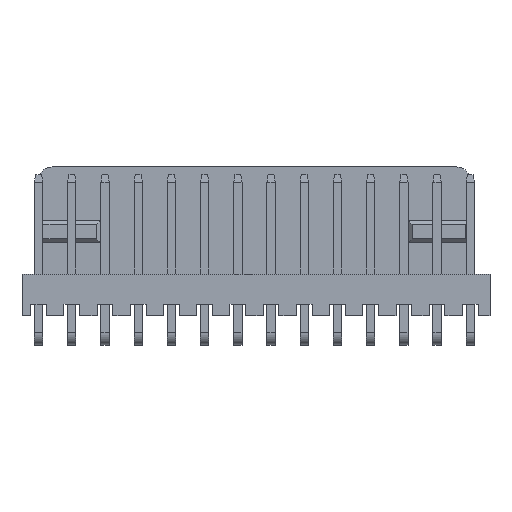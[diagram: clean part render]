
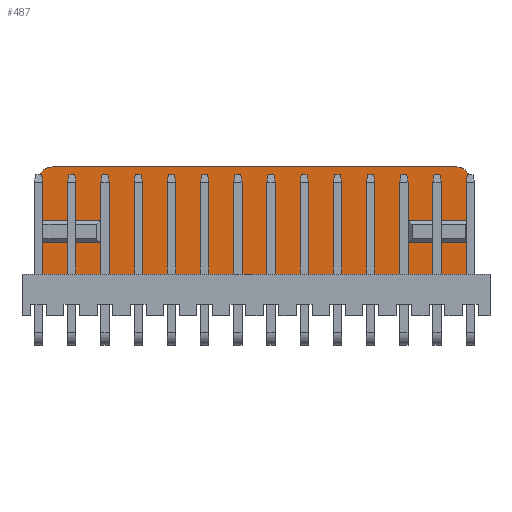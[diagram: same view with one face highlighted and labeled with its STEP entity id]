
A CAD part, top view. The second image highlights one B-rep face of the part: STEP entity #487.
In plain terms, the highlighted planar face has unit normal (0, 0, 1).
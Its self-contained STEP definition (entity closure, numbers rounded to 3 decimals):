
#201 = EDGE_LOOP ( 'NONE', ( #11981, #11982, #11983, #11984, #11985, #11986, #11987, #11988, #11989, #11990, #11991, #11992, #11993, #11994 ) ) ;
#420 = AXIS2_PLACEMENT_3D ( 'NONE', #10432, #10441, #10442 ) ;
#487 = ADVANCED_FACE ( 'NONE', ( #9596 ), #10439, .F. ) ;
#986 = AXIS2_PLACEMENT_3D ( 'NONE', #1415, #1416, #1417 ) ;
#1383 = CARTESIAN_POINT ( 'NONE',  ( 23.422, 3.823, 0.86 ) ) ;
#1400 = CARTESIAN_POINT ( 'NONE',  ( -24.778, -0.977, 0.86 ) ) ;
#1403 = CARTESIAN_POINT ( 'NONE',  ( 18.712, 0.723, 0.86 ) ) ;
#1404 = DIRECTION ( 'NONE',  ( 0., 1., 0. ) ) ;
#1405 = CARTESIAN_POINT ( 'NONE',  ( -24.778, 0.723, 0.86 ) ) ;
#1406 = DIRECTION ( 'NONE',  ( 1., 0., 0. ) ) ;
#1407 = CARTESIAN_POINT ( 'NONE',  ( 23.422, 3.823, 0.86 ) ) ;
#1408 = DIRECTION ( 'NONE',  ( 0., -1., 0. ) ) ;
#1409 = DIRECTION ( 'NONE',  ( -1., 0., 0. ) ) ;
#1411 = DIRECTION ( 'NONE',  ( 0., 1., 0. ) ) ;
#1415 = CARTESIAN_POINT ( 'NONE',  ( 22.422, 3.823, 0.86 ) ) ;
#1416 = DIRECTION ( 'NONE',  ( 0., 0., -1. ) ) ;
#1417 = DIRECTION ( 'NONE',  ( 1., 0., 0. ) ) ;
#2585 = CARTESIAN_POINT ( 'NONE',  ( -9.538, 0.723, 0.86 ) ) ;
#2586 = CARTESIAN_POINT ( 'NONE',  ( -9.538, -0.977, 0.86 ) ) ;
#2627 = CARTESIAN_POINT ( 'NONE',  ( -4.828, 0.723, 0.86 ) ) ;
#2635 = CARTESIAN_POINT ( 'NONE',  ( 23.422, -3.377, 0.86 ) ) ;
#2676 = CARTESIAN_POINT ( 'NONE',  ( 23.422, 3.823, 0.86 ) ) ;
#2716 = CARTESIAN_POINT ( 'NONE',  ( -4.828, -0.977, 0.86 ) ) ;
#2740 = CARTESIAN_POINT ( 'NONE',  ( -9.538, -3.377, 0.86 ) ) ;
#2764 = CARTESIAN_POINT ( 'NONE',  ( -8.538, 4.823, 0.86 ) ) ;
#2766 = CARTESIAN_POINT ( 'NONE',  ( -9.538, 3.823, 0.86 ) ) ;
#3377 = LINE ( 'NONE', #4450, #3422 ) ;
#3409 = LINE ( 'NONE', #4487, #3412 ) ;
#3412 = VECTOR ( 'NONE', #4488, 1000. ) ;
#3422 = VECTOR ( 'NONE', #4498, 1000. ) ;
#3888 = LINE ( 'NONE', #5548, #3891 ) ;
#3891 = VECTOR ( 'NONE', #5549, 1000. ) ;
#3892 = LINE ( 'NONE', #5552, #3895 ) ;
#3895 = VECTOR ( 'NONE', #5554, 1000. ) ;
#3896 = LINE ( 'NONE', #5556, #3899 ) ;
#3899 = VECTOR ( 'NONE', #5557, 1000. ) ;
#4064 = CIRCLE ( 'NONE', #4959, 1. ) ;
#4082 = LINE ( 'NONE', #5746, #4085 ) ;
#4084 = LINE ( 'NONE', #5748, #4087 ) ;
#4085 = VECTOR ( 'NONE', #5747, 1000. ) ;
#4087 = VECTOR ( 'NONE', #5749, 1000. ) ;
#4450 = CARTESIAN_POINT ( 'NONE',  ( -10.858, -3.377, 0.86 ) ) ;
#4487 = CARTESIAN_POINT ( 'NONE',  ( -8.538, 4.823, 0.86 ) ) ;
#4488 = DIRECTION ( 'NONE',  ( -1., 0., 0. ) ) ;
#4498 = DIRECTION ( 'NONE',  ( 1., 0., 0. ) ) ;
#4959 = AXIS2_PLACEMENT_3D ( 'NONE', #5738, #5739, #5740 ) ;
#5548 = CARTESIAN_POINT ( 'NONE',  ( -9.538, -0.977, 0.86 ) ) ;
#5549 = DIRECTION ( 'NONE',  ( 1., 0., 0. ) ) ;
#5552 = CARTESIAN_POINT ( 'NONE',  ( -4.828, 0.723, 0.86 ) ) ;
#5554 = DIRECTION ( 'NONE',  ( 0., 1., 0. ) ) ;
#5556 = CARTESIAN_POINT ( 'NONE',  ( -9.538, 0.723, 0.86 ) ) ;
#5557 = DIRECTION ( 'NONE',  ( -1., 0., 0. ) ) ;
#5738 = CARTESIAN_POINT ( 'NONE',  ( -8.538, 3.823, 0.86 ) ) ;
#5739 = DIRECTION ( 'NONE',  ( 0., 0., -1. ) ) ;
#5740 = DIRECTION ( 'NONE',  ( 1., 0., 0. ) ) ;
#5746 = CARTESIAN_POINT ( 'NONE',  ( -9.538, -3.377, 0.86 ) ) ;
#5747 = DIRECTION ( 'NONE',  ( 0., -1., 0. ) ) ;
#5748 = CARTESIAN_POINT ( 'NONE',  ( -9.538, -3.377, 0.86 ) ) ;
#5749 = DIRECTION ( 'NONE',  ( 0., -1., 0. ) ) ;
#6181 = CARTESIAN_POINT ( 'NONE',  ( 22.422, 4.823, 0.86 ) ) ;
#6208 = CARTESIAN_POINT ( 'NONE',  ( 23.422, 0.723, 0.86 ) ) ;
#6209 = CARTESIAN_POINT ( 'NONE',  ( 18.712, -0.977, 0.86 ) ) ;
#6222 = CARTESIAN_POINT ( 'NONE',  ( 23.422, -0.977, 0.86 ) ) ;
#6223 = CARTESIAN_POINT ( 'NONE',  ( 18.712, 0.723, 0.86 ) ) ;
#6792 = EDGE_CURVE ( 'NONE', #8311, #11004, #9923, .T. ) ;
#6793 = EDGE_CURVE ( 'NONE', #10991, #11004, #9925, .T. ) ;
#6794 = EDGE_CURVE ( 'NONE', #11005, #10991, #9927, .T. ) ;
#6795 = EDGE_CURVE ( 'NONE', #10990, #11005, #9929, .T. ) ;
#6796 = EDGE_CURVE ( 'NONE', #10990, #8391, #9931, .T. ) ;
#6797 = EDGE_CURVE ( 'NONE', #10983, #8391, #9935, .T. ) ;
#8215 = VERTEX_POINT ( 'NONE', #2585 ) ;
#8216 = VERTEX_POINT ( 'NONE', #2586 ) ;
#8296 = VERTEX_POINT ( 'NONE', #2627 ) ;
#8311 = VERTEX_POINT ( 'NONE', #2635 ) ;
#8391 = VERTEX_POINT ( 'NONE', #2676 ) ;
#8468 = VERTEX_POINT ( 'NONE', #2716 ) ;
#8514 = VERTEX_POINT ( 'NONE', #2740 ) ;
#8560 = VERTEX_POINT ( 'NONE', #2764 ) ;
#8564 = VERTEX_POINT ( 'NONE', #2766 ) ;
#8985 = EDGE_CURVE ( 'NONE', #10983, #8560, #3409, .T. ) ;
#8990 = EDGE_CURVE ( 'NONE', #8514, #8311, #3377, .T. ) ;
#9288 = EDGE_CURVE ( 'NONE', #8216, #8468, #3888, .T. ) ;
#9290 = EDGE_CURVE ( 'NONE', #8468, #8296, #3892, .T. ) ;
#9292 = EDGE_CURVE ( 'NONE', #8296, #8215, #3896, .T. ) ;
#9382 = EDGE_CURVE ( 'NONE', #8564, #8560, #4064, .T. ) ;
#9386 = EDGE_CURVE ( 'NONE', #8216, #8514, #4082, .T. ) ;
#9387 = EDGE_CURVE ( 'NONE', #8564, #8215, #4084, .T. ) ;
#9596 = FACE_OUTER_BOUND ( 'NONE', #201, .T. ) ;
#9923 = LINE ( 'NONE', #1383, #9928 ) ;
#9925 = LINE ( 'NONE', #1400, #9930 ) ;
#9927 = LINE ( 'NONE', #1403, #9932 ) ;
#9928 = VECTOR ( 'NONE', #1404, 1000. ) ;
#9929 = LINE ( 'NONE', #1405, #9934 ) ;
#9930 = VECTOR ( 'NONE', #1406, 1000. ) ;
#9931 = LINE ( 'NONE', #1407, #9936 ) ;
#9932 = VECTOR ( 'NONE', #1408, 1000. ) ;
#9934 = VECTOR ( 'NONE', #1409, 1000. ) ;
#9935 = CIRCLE ( 'NONE', #986, 1. ) ;
#9936 = VECTOR ( 'NONE', #1411, 1000. ) ;
#10432 = CARTESIAN_POINT ( 'NONE',  ( -9.538, 0.723, 0.86 ) ) ;
#10439 = PLANE ( 'NONE',  #420 ) ;
#10441 = DIRECTION ( 'NONE',  ( 0., 0., -1. ) ) ;
#10442 = DIRECTION ( 'NONE',  ( -1., 0., 0. ) ) ;
#10983 = VERTEX_POINT ( 'NONE', #6181 ) ;
#10990 = VERTEX_POINT ( 'NONE', #6208 ) ;
#10991 = VERTEX_POINT ( 'NONE', #6209 ) ;
#11004 = VERTEX_POINT ( 'NONE', #6222 ) ;
#11005 = VERTEX_POINT ( 'NONE', #6223 ) ;
#11981 = ORIENTED_EDGE ( 'NONE', *, *, #8990, .T. ) ;
#11982 = ORIENTED_EDGE ( 'NONE', *, *, #6792, .T. ) ;
#11983 = ORIENTED_EDGE ( 'NONE', *, *, #6793, .F. ) ;
#11984 = ORIENTED_EDGE ( 'NONE', *, *, #6794, .F. ) ;
#11985 = ORIENTED_EDGE ( 'NONE', *, *, #6795, .F. ) ;
#11986 = ORIENTED_EDGE ( 'NONE', *, *, #6796, .T. ) ;
#11987 = ORIENTED_EDGE ( 'NONE', *, *, #6797, .F. ) ;
#11988 = ORIENTED_EDGE ( 'NONE', *, *, #8985, .T. ) ;
#11989 = ORIENTED_EDGE ( 'NONE', *, *, #9382, .F. ) ;
#11990 = ORIENTED_EDGE ( 'NONE', *, *, #9387, .T. ) ;
#11991 = ORIENTED_EDGE ( 'NONE', *, *, #9292, .F. ) ;
#11992 = ORIENTED_EDGE ( 'NONE', *, *, #9290, .F. ) ;
#11993 = ORIENTED_EDGE ( 'NONE', *, *, #9288, .F. ) ;
#11994 = ORIENTED_EDGE ( 'NONE', *, *, #9386, .T. ) ;
